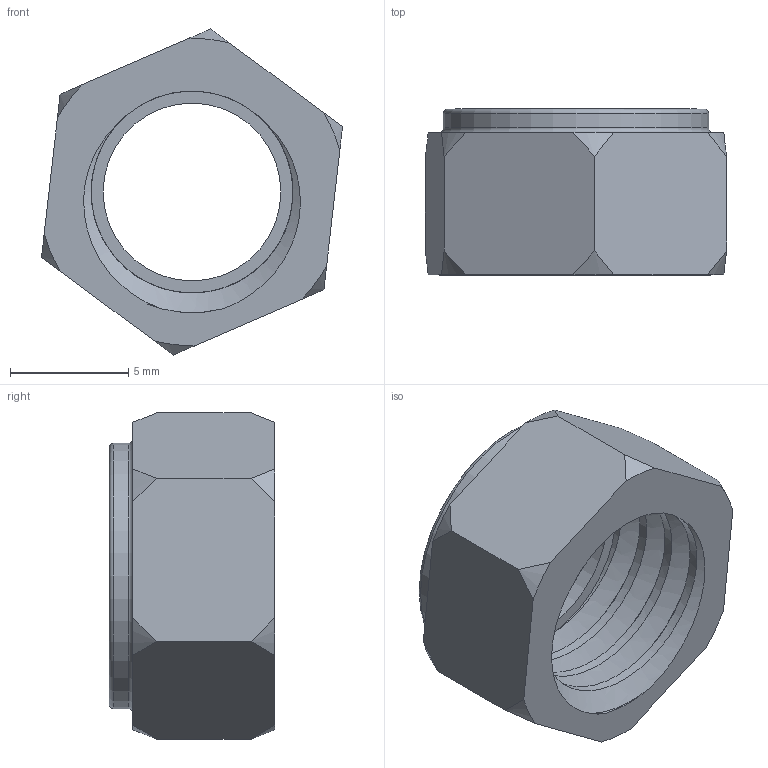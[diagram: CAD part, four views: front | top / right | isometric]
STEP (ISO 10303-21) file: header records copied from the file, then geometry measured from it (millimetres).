
FILE_DESCRIPTION(/* description */ (''),/* implementation_level */ '2;1');
FILE_NAME(/* name */ 'd29d6084-fb41-4dd3-bf4c-9cb33cd5130f.stp',/* time_stamp */ '2022-10-05T19:03:55Z',/* author */ (''),/* organization */ (''),/* preprocessor_version */ 'ST-DEVELOPER v19',/* originating_system */ 'Autodesk Translation Framework v11.7.0.108',/* authorisation */ '');
FILE_SCHEMA (('AUTOMOTIVE_DESIGN { 1 0 10303 214 3 1 1 }'));
Length unit declared in the file: millimetre
Products named in the file (1): nylon locknut
Bounding box: 12.71 x 7 x 13.77 mm (x, y, z)
Volume: 413 mm3; surface area: 795.5 mm2
Topology: 2 solids, 2 shells, 41 faces, 107 edges, 71 vertices
Faces by surface type: bspline 14, cylinder 12, plane 12, torus 2, cone 1
Full cylindrical faces by diameter (mm): 7.5 x1, 8.526 x4, 10.198 x3, 11.205 x1
Entity records: 2639 total; most frequent: CARTESIAN_POINT 1694, ORIENTED_EDGE 214, DIRECTION 148, EDGE_CURVE 107, VERTEX_POINT 71, AXIS2_PLACEMENT_3D 59, EDGE_LOOP 46, B_SPLINE_CURVE_WITH_KNOTS 46
